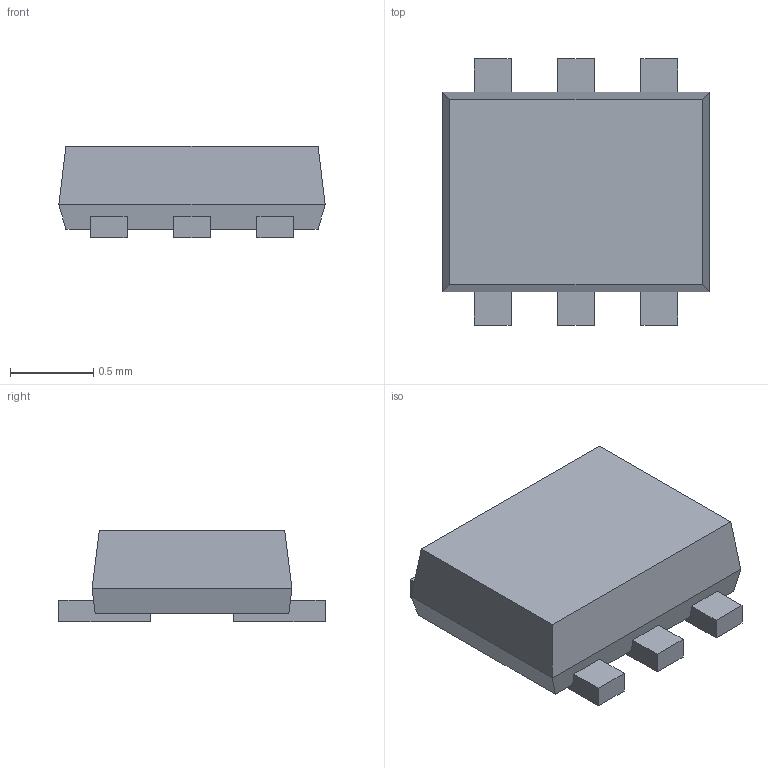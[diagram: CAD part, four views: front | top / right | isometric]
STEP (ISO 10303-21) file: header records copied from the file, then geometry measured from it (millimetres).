
FILE_DESCRIPTION( ( 'Unknown' ), '1' );
FILE_NAME( '82400152.stp', 'Unknown', ( 'Unknown' ), ( 'Unknown' ), 'XStep 1.0', 'Unknown', ' ' );
FILE_SCHEMA( ( 'automotive_design' ) );
Length unit declared in the file: millimetre
Products named in the file (1): 1
Bounding box: 1.6 x 1.6 x 0.55 mm (x, y, z)
Volume: 1 mm3; surface area: 7.4 mm2
Topology: 1 solids, 1 shells, 46 faces, 128 edges, 84 vertices
Faces by surface type: plane 46
Entity records: 1824 total; most frequent: CARTESIAN_POINT 259, ORIENTED_EDGE 256, DIRECTION 222, EDGE_CURVE 128, LINE 128, VECTOR 128, VERTEX_POINT 84, AXIS2_PLACEMENT_3D 47
